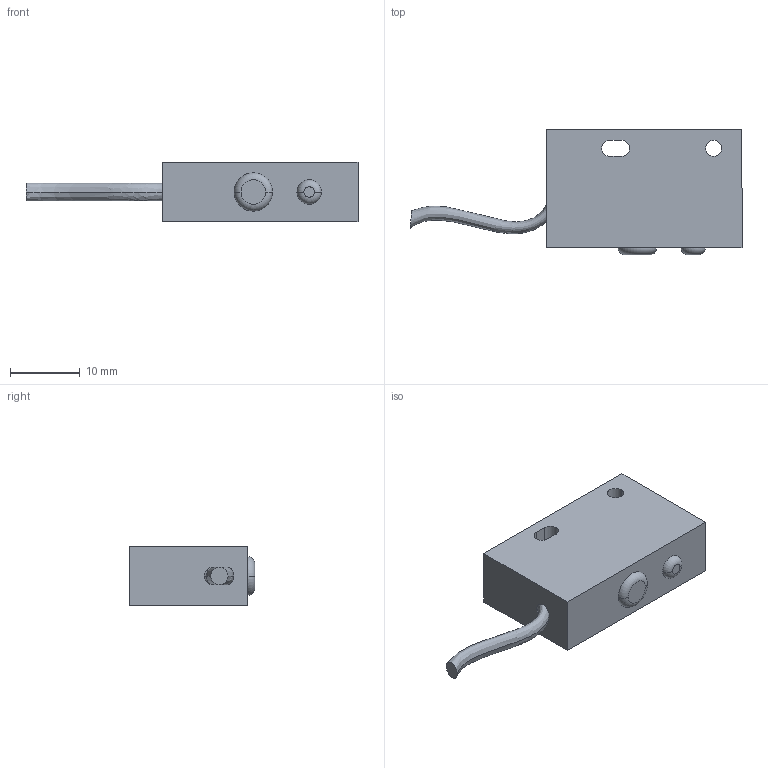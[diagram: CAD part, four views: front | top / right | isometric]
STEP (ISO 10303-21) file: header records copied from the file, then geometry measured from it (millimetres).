
FILE_DESCRIPTION (( 'STEP AP203' ), '1' );
FILE_NAME ('Capteur IR_Défaut_sldprt.STEP', '2017-09-14T07:31:35', ( '' ), ( '' ), 'SwSTEP 2.0', 'SolidWorks 2016', '' );
FILE_SCHEMA (( 'CONFIG_CONTROL_DESIGN' ));
Length unit declared in the file: millimetre
Products named in the file (1): Capteur IR_Défaut_sldprt
Bounding box: 47.57 x 18 x 8.5 mm (x, y, z)
Volume: 4044 mm3; surface area: 2000.1 mm2
Topology: 1 solids, 1 shells, 22 faces, 51 edges, 34 vertices
Faces by surface type: plane 11, cylinder 5, torus 4, bspline 2
Entity records: 886 total; most frequent: CARTESIAN_POINT 280, DIRECTION 117, ORIENTED_EDGE 102, EDGE_CURVE 51, AXIS2_PLACEMENT_3D 47, VERTEX_POINT 34, EDGE_LOOP 29, CIRCLE 26
